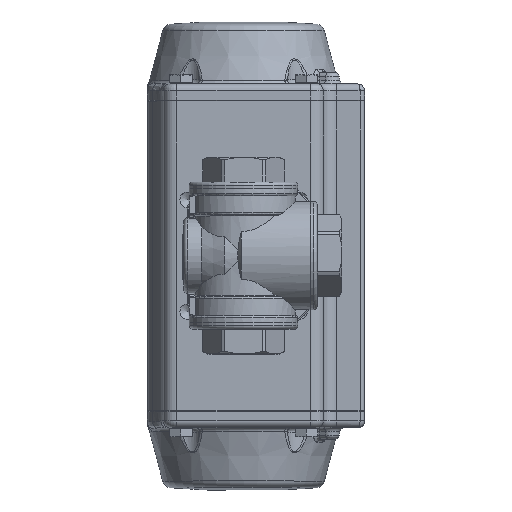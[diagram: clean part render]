
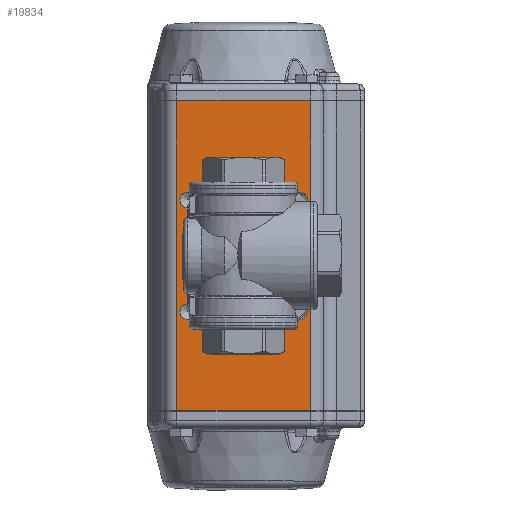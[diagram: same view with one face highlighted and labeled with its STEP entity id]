
A CAD part, top view. The second image highlights one B-rep face of the part: STEP entity #19834.
In plain terms, the highlighted face is planar.
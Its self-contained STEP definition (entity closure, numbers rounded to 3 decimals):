
#814=PLANE('',#21828);
#2036=LINE('',#49107,#3399);
#2043=LINE('',#49140,#3406);
#2072=LINE('',#49242,#3435);
#2073=LINE('',#49244,#3436);
#3399=VECTOR('',#26398,1000.);
#3406=VECTOR('',#26425,1000.);
#3435=VECTOR('',#26526,1000.);
#3436=VECTOR('',#26529,1000.);
#9442=ORIENTED_EDGE('',*,*,#12673,.F.);
#9443=ORIENTED_EDGE('',*,*,#12741,.F.);
#9444=ORIENTED_EDGE('',*,*,#12689,.T.);
#9445=ORIENTED_EDGE('',*,*,#12742,.T.);
#9446=ORIENTED_EDGE('',*,*,#12315,.F.);
#9447=ORIENTED_EDGE('',*,*,#12313,.F.);
#9448=ORIENTED_EDGE('',*,*,#12311,.F.);
#9449=ORIENTED_EDGE('',*,*,#12309,.F.);
#9450=ORIENTED_EDGE('',*,*,#12307,.F.);
#9451=ORIENTED_EDGE('',*,*,#12305,.F.);
#9452=ORIENTED_EDGE('',*,*,#12303,.F.);
#9453=ORIENTED_EDGE('',*,*,#12301,.F.);
#9454=ORIENTED_EDGE('',*,*,#12299,.T.);
#12299=EDGE_CURVE('',#14483,#14483,#15468,.T.);
#12301=EDGE_CURVE('',#14486,#14486,#15470,.T.);
#12303=EDGE_CURVE('',#14489,#14489,#15472,.T.);
#12305=EDGE_CURVE('',#14492,#14492,#15474,.T.);
#12307=EDGE_CURVE('',#14495,#14495,#15476,.T.);
#12309=EDGE_CURVE('',#14498,#14498,#15478,.T.);
#12311=EDGE_CURVE('',#14501,#14501,#15480,.T.);
#12313=EDGE_CURVE('',#14504,#14504,#15482,.T.);
#12315=EDGE_CURVE('',#14507,#14507,#15484,.T.);
#12673=EDGE_CURVE('',#14740,#14741,#2036,.T.);
#12689=EDGE_CURVE('',#14757,#14756,#2043,.T.);
#12741=EDGE_CURVE('',#14757,#14740,#2072,.T.);
#12742=EDGE_CURVE('',#14756,#14741,#2073,.T.);
#14483=VERTEX_POINT('',#46388);
#14486=VERTEX_POINT('',#46395);
#14489=VERTEX_POINT('',#46402);
#14492=VERTEX_POINT('',#46409);
#14495=VERTEX_POINT('',#46416);
#14498=VERTEX_POINT('',#46423);
#14501=VERTEX_POINT('',#46430);
#14504=VERTEX_POINT('',#46437);
#14507=VERTEX_POINT('',#46444);
#14740=VERTEX_POINT('',#49106);
#14741=VERTEX_POINT('',#49108);
#14756=VERTEX_POINT('',#49139);
#14757=VERTEX_POINT('',#49141);
#15468=CIRCLE('',#21444,16.5);
#15470=CIRCLE('',#21448,2.5);
#15472=CIRCLE('',#21452,2.5);
#15474=CIRCLE('',#21456,2.5);
#15476=CIRCLE('',#21460,2.5);
#15478=CIRCLE('',#21464,3.4);
#15480=CIRCLE('',#21468,3.4);
#15482=CIRCLE('',#21472,3.4);
#15484=CIRCLE('',#21476,3.4);
#17038=EDGE_LOOP('',(#9442,#9443,#9444,#9445));
#17039=EDGE_LOOP('',(#9446));
#17040=EDGE_LOOP('',(#9447));
#17041=EDGE_LOOP('',(#9448));
#17042=EDGE_LOOP('',(#9449));
#17043=EDGE_LOOP('',(#9450));
#17044=EDGE_LOOP('',(#9451));
#17045=EDGE_LOOP('',(#9452));
#17046=EDGE_LOOP('',(#9453));
#17047=EDGE_LOOP('',(#9454));
#18510=FACE_BOUND('',#17038,.T.);
#18511=FACE_BOUND('',#17039,.T.);
#18512=FACE_BOUND('',#17040,.T.);
#18513=FACE_BOUND('',#17041,.T.);
#18514=FACE_BOUND('',#17042,.T.);
#18515=FACE_BOUND('',#17043,.T.);
#18516=FACE_BOUND('',#17044,.T.);
#18517=FACE_BOUND('',#17045,.T.);
#18518=FACE_BOUND('',#17046,.T.);
#18519=FACE_BOUND('',#17047,.T.);
#19834=ADVANCED_FACE('',(#18510,#18511,#18512,#18513,#18514,#18515,#18516,
#18517,#18518,#18519),#814,.T.);
#21444=AXIS2_PLACEMENT_3D('',#46387,#25604,#25605);
#21448=AXIS2_PLACEMENT_3D('',#46394,#25612,#25613);
#21452=AXIS2_PLACEMENT_3D('',#46401,#25620,#25621);
#21456=AXIS2_PLACEMENT_3D('',#46408,#25628,#25629);
#21460=AXIS2_PLACEMENT_3D('',#46415,#25636,#25637);
#21464=AXIS2_PLACEMENT_3D('',#46422,#25644,#25645);
#21468=AXIS2_PLACEMENT_3D('',#46429,#25652,#25653);
#21472=AXIS2_PLACEMENT_3D('',#46436,#25660,#25661);
#21476=AXIS2_PLACEMENT_3D('',#46443,#25668,#25669);
#21828=AXIS2_PLACEMENT_3D('',#49243,#26527,#26528);
#25604=DIRECTION('',(0.,1.,0.));
#25605=DIRECTION('',(0.,0.,-1.));
#25612=DIRECTION('',(0.,-1.,0.));
#25613=DIRECTION('',(0.,0.,-1.));
#25620=DIRECTION('',(0.,-1.,0.));
#25621=DIRECTION('',(0.,0.,-1.));
#25628=DIRECTION('',(0.,-1.,0.));
#25629=DIRECTION('',(0.,0.,-1.));
#25636=DIRECTION('',(0.,-1.,0.));
#25637=DIRECTION('',(0.,0.,-1.));
#25644=DIRECTION('',(0.,-1.,0.));
#25645=DIRECTION('',(0.,0.,-1.));
#25652=DIRECTION('',(0.,-1.,0.));
#25653=DIRECTION('',(0.,0.,-1.));
#25660=DIRECTION('',(0.,-1.,0.));
#25661=DIRECTION('',(0.,0.,-1.));
#25668=DIRECTION('',(0.,-1.,0.));
#25669=DIRECTION('',(0.,0.,-1.));
#26398=DIRECTION('',(-1.,0.,0.));
#26425=DIRECTION('',(-1.,0.,0.));
#26526=DIRECTION('',(0.,0.,-1.));
#26527=DIRECTION('',(0.,-1.,0.));
#26528=DIRECTION('',(0.,0.,-1.));
#26529=DIRECTION('',(0.,0.,-1.));
#46387=CARTESIAN_POINT('',(0.,-51.5,0.));
#46388=CARTESIAN_POINT('',(0.,-51.5,-16.5));
#46394=CARTESIAN_POINT('',(-17.678,-51.5,-17.678));
#46395=CARTESIAN_POINT('',(-17.678,-51.5,-20.178));
#46401=CARTESIAN_POINT('',(17.678,-51.5,-17.678));
#46402=CARTESIAN_POINT('',(17.678,-51.5,-20.178));
#46408=CARTESIAN_POINT('',(17.678,-51.5,17.678));
#46409=CARTESIAN_POINT('',(17.678,-51.5,15.178));
#46415=CARTESIAN_POINT('',(-17.678,-51.5,17.678));
#46416=CARTESIAN_POINT('',(-17.678,-51.5,15.178));
#46422=CARTESIAN_POINT('',(-24.749,-51.5,-24.749));
#46423=CARTESIAN_POINT('',(-24.749,-51.5,-28.149));
#46429=CARTESIAN_POINT('',(24.749,-51.5,-24.749));
#46430=CARTESIAN_POINT('',(24.749,-51.5,-28.149));
#46436=CARTESIAN_POINT('',(24.749,-51.5,24.749));
#46437=CARTESIAN_POINT('',(24.749,-51.5,21.349));
#46443=CARTESIAN_POINT('',(-24.749,-51.5,24.749));
#46444=CARTESIAN_POINT('',(-24.749,-51.5,21.349));
#49106=CARTESIAN_POINT('',(29.474,-51.5,-68.5));
#49107=CARTESIAN_POINT('',(29.474,-51.5,-68.5));
#49108=CARTESIAN_POINT('',(-29.474,-51.5,-68.5));
#49139=CARTESIAN_POINT('',(-29.474,-51.5,68.5));
#49140=CARTESIAN_POINT('',(29.474,-51.5,68.5));
#49141=CARTESIAN_POINT('',(29.474,-51.5,68.5));
#49242=CARTESIAN_POINT('',(29.474,-51.5,68.5));
#49243=CARTESIAN_POINT('',(29.474,-51.5,68.5));
#49244=CARTESIAN_POINT('',(-29.474,-51.5,68.5));
